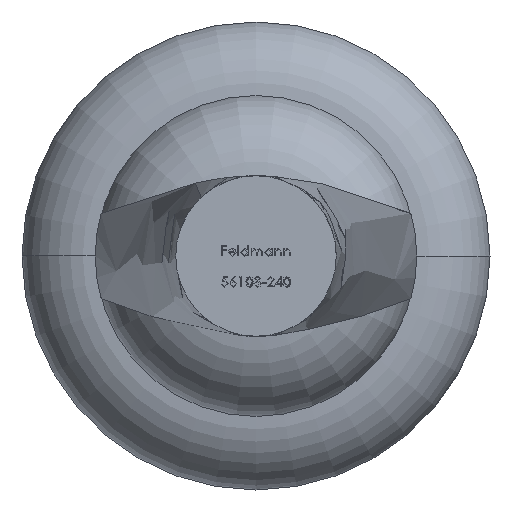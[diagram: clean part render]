
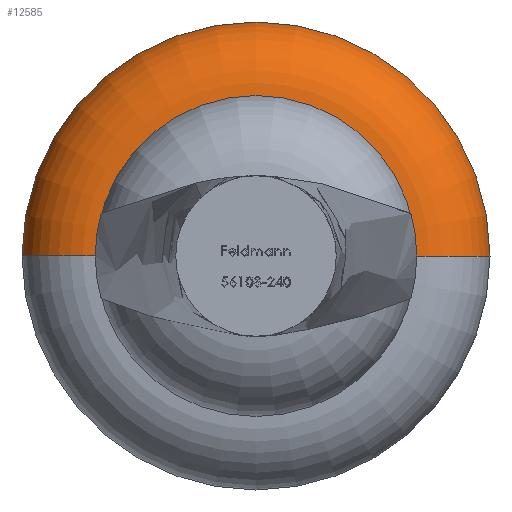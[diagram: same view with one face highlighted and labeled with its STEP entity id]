
A CAD part, front view. The second image highlights one B-rep face of the part: STEP entity #12585.
In plain terms, the highlighted toroidal (fillet/blend) face has major radius 12 mm and minor radius 5.5 mm.
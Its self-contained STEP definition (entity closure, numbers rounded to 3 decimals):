
#19 = EDGE_LOOP ( 'NONE', ( #4911, #10581, #14164, #4594 ) ) ;
#219 = AXIS2_PLACEMENT_3D ( 'NONE', #221, #8754, #1460 ) ;
#221 = CARTESIAN_POINT ( 'NONE',  ( -12., 308., 0. ) ) ;
#1090 = DIRECTION ( 'NONE',  ( 0., -1., 0. ) ) ;
#1106 = DIRECTION ( 'NONE',  ( 0., -1., 0. ) ) ;
#1460 = DIRECTION ( 'NONE',  ( 1., 0., 0. ) ) ;
#2411 = EDGE_CURVE ( 'NONE', #13445, #14850, #10280, .T. ) ;
#2697 = AXIS2_PLACEMENT_3D ( 'NONE', #5631, #14145, #6848 ) ;
#3568 = CARTESIAN_POINT ( 'NONE',  ( 0., 308., 0. ) ) ;
#3904 = CIRCLE ( 'NONE', #219, 5.5 ) ;
#4594 = ORIENTED_EDGE ( 'NONE', *, *, #14330, .F. ) ;
#4911 = ORIENTED_EDGE ( 'NONE', *, *, #7209, .T. ) ;
#5571 = DIRECTION ( 'NONE',  ( 0., 0., -1. ) ) ;
#5631 = CARTESIAN_POINT ( 'NONE',  ( 0., 313.5, 0. ) ) ;
#6848 = DIRECTION ( 'NONE',  ( 1., 0., 0. ) ) ;
#7060 = EDGE_CURVE ( 'NONE', #15300, #14850, #3904, .T. ) ;
#7086 = CARTESIAN_POINT ( 'NONE',  ( -12., 313.5, 0. ) ) ;
#7209 = EDGE_CURVE ( 'NONE', #10296, #15300, #15328, .T. ) ;
#7977 = CARTESIAN_POINT ( 'NONE',  ( 12., 302.5, 0. ) ) ;
#8380 = CARTESIAN_POINT ( 'NONE',  ( 0., 302.5, 0. ) ) ;
#8754 = DIRECTION ( 'NONE',  ( 0., 0., 1. ) ) ;
#8859 = FACE_OUTER_BOUND ( 'NONE', #19, .T. ) ;
#8974 = CARTESIAN_POINT ( 'NONE',  ( -12., 302.5, 0. ) ) ;
#9286 = AXIS2_PLACEMENT_3D ( 'NONE', #8380, #1090, #9619 ) ;
#9619 = DIRECTION ( 'NONE',  ( 1., 0., 0. ) ) ;
#10280 = CIRCLE ( 'NONE', #9286, 12. ) ;
#10296 = VERTEX_POINT ( 'NONE', #14679 ) ;
#10581 = ORIENTED_EDGE ( 'NONE', *, *, #7060, .T. ) ;
#11712 = CIRCLE ( 'NONE', #15234, 5.5 ) ;
#12061 = DIRECTION ( 'NONE',  ( 1., 0., 0. ) ) ;
#12585 = ADVANCED_FACE ( 'NONE', ( #8859 ), #14927, .T. ) ;
#12849 = CARTESIAN_POINT ( 'NONE',  ( 12., 308., 0. ) ) ;
#12880 = AXIS2_PLACEMENT_3D ( 'NONE', #3568, #1106, #12061 ) ;
#13445 = VERTEX_POINT ( 'NONE', #7977 ) ;
#14091 = DIRECTION ( 'NONE',  ( -1., 0., 0. ) ) ;
#14145 = DIRECTION ( 'NONE',  ( 0., -1., 0. ) ) ;
#14164 = ORIENTED_EDGE ( 'NONE', *, *, #2411, .F. ) ;
#14330 = EDGE_CURVE ( 'NONE', #10296, #13445, #11712, .T. ) ;
#14679 = CARTESIAN_POINT ( 'NONE',  ( 12., 313.5, 0. ) ) ;
#14850 = VERTEX_POINT ( 'NONE', #8974 ) ;
#14927 = TOROIDAL_SURFACE ( 'NONE', #12880, 12., 5.5 ) ;
#15234 = AXIS2_PLACEMENT_3D ( 'NONE', #12849, #5571, #14091 ) ;
#15300 = VERTEX_POINT ( 'NONE', #7086 ) ;
#15328 = CIRCLE ( 'NONE', #2697, 12. ) ;
